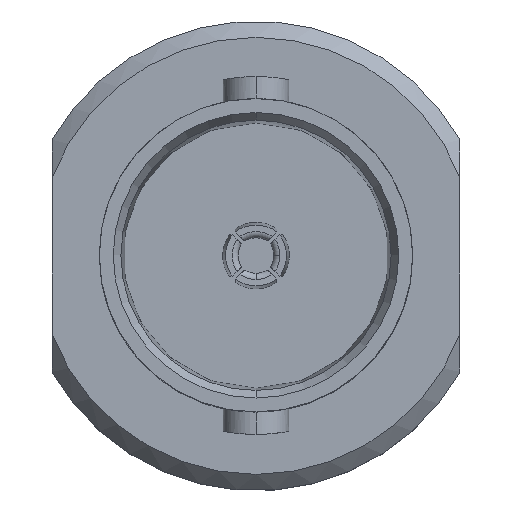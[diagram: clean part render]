
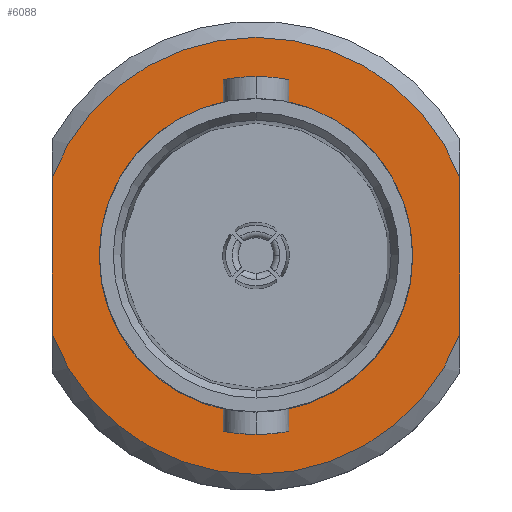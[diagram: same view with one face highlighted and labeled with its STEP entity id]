
A CAD part, top view. The second image highlights one B-rep face of the part: STEP entity #6088.
In plain terms, the highlighted planar face has unit normal (0, 0, 1).
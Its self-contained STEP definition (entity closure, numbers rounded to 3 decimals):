
#14 = CARTESIAN_POINT ( 'NONE',  ( 6.3, 3.588, -11.3 ) ) ;
#156 = DIRECTION ( 'NONE',  ( 1., 0., 0. ) ) ;
#361 = CARTESIAN_POINT ( 'NONE',  ( -4.84, 0., -11.3 ) ) ;
#466 = CARTESIAN_POINT ( 'NONE',  ( 0., 0., -11.3 ) ) ;
#613 = CARTESIAN_POINT ( 'NONE',  ( 0., 0., -11.3 ) ) ;
#629 = CARTESIAN_POINT ( 'NONE',  ( 0., 0., -11.3 ) ) ;
#654 = DIRECTION ( 'NONE',  ( 1., 0., 0. ) ) ;
#712 = CIRCLE ( 'NONE', #5553, 6.75 ) ;
#1034 = EDGE_CURVE ( 'NONE', #5612, #3182, #1811, .T. ) ;
#1051 = DIRECTION ( 'NONE',  ( 0., 1., 0. ) ) ;
#1102 = ORIENTED_EDGE ( 'NONE', *, *, #1367, .T. ) ;
#1269 = EDGE_LOOP ( 'NONE', ( #2789, #5775 ) ) ;
#1279 = DIRECTION ( 'NONE',  ( 0., 0., -1. ) ) ;
#1367 = EDGE_CURVE ( 'NONE', #5237, #5020, #712, .T. ) ;
#1674 = AXIS2_PLACEMENT_3D ( 'NONE', #466, #3904, #5833 ) ;
#1688 = DIRECTION ( 'NONE',  ( 0., 0., 1. ) ) ;
#1811 = CIRCLE ( 'NONE', #2284, 6.75 ) ;
#1948 = VERTEX_POINT ( 'NONE', #361 ) ;
#2252 = AXIS2_PLACEMENT_3D ( 'NONE', #6197, #1279, #2335 ) ;
#2284 = AXIS2_PLACEMENT_3D ( 'NONE', #629, #4602, #156 ) ;
#2335 = DIRECTION ( 'NONE',  ( -1., 0., 0. ) ) ;
#2702 = EDGE_CURVE ( 'NONE', #5020, #5612, #4557, .T. ) ;
#2789 = ORIENTED_EDGE ( 'NONE', *, *, #6253, .F. ) ;
#2804 = VERTEX_POINT ( 'NONE', #5591 ) ;
#2808 = CARTESIAN_POINT ( 'NONE',  ( -6.3, -2.423, -11.3 ) ) ;
#2834 = FACE_BOUND ( 'NONE', #1269, .T. ) ;
#2894 = VECTOR ( 'NONE', #1051, 1000. ) ;
#2996 = CARTESIAN_POINT ( 'NONE',  ( -6.3, 3.588, -11.3 ) ) ;
#3182 = VERTEX_POINT ( 'NONE', #4363 ) ;
#3197 = DIRECTION ( 'NONE',  ( 1., 0., 0. ) ) ;
#3320 = EDGE_CURVE ( 'NONE', #5237, #3182, #6260, .T. ) ;
#3519 = DIRECTION ( 'NONE',  ( 0., 1., 0. ) ) ;
#3662 = ORIENTED_EDGE ( 'NONE', *, *, #2702, .T. ) ;
#3904 = DIRECTION ( 'NONE',  ( 0., 0., 1. ) ) ;
#4170 = ORIENTED_EDGE ( 'NONE', *, *, #3320, .F. ) ;
#4363 = CARTESIAN_POINT ( 'NONE',  ( -6.3, 2.423, -11.3 ) ) ;
#4407 = ORIENTED_EDGE ( 'NONE', *, *, #1034, .T. ) ;
#4493 = CARTESIAN_POINT ( 'NONE',  ( 6.3, 2.423, -11.3 ) ) ;
#4515 = DIRECTION ( 'NONE',  ( 0., 0., 1. ) ) ;
#4557 = LINE ( 'NONE', #14, #4839 ) ;
#4602 = DIRECTION ( 'NONE',  ( 0., 0., 1. ) ) ;
#4655 = CARTESIAN_POINT ( 'NONE',  ( 6.3, -2.423, -11.3 ) ) ;
#4696 = EDGE_LOOP ( 'NONE', ( #3662, #4407, #4170, #1102 ) ) ;
#4709 = EDGE_CURVE ( 'NONE', #1948, #2804, #5813, .T. ) ;
#4839 = VECTOR ( 'NONE', #3519, 1000. ) ;
#4881 = CIRCLE ( 'NONE', #1674, 4.84 ) ;
#5020 = VERTEX_POINT ( 'NONE', #4655 ) ;
#5237 = VERTEX_POINT ( 'NONE', #2808 ) ;
#5553 = AXIS2_PLACEMENT_3D ( 'NONE', #6137, #1688, #3197 ) ;
#5591 = CARTESIAN_POINT ( 'NONE',  ( 4.84, 0., -11.3 ) ) ;
#5612 = VERTEX_POINT ( 'NONE', #4493 ) ;
#5614 = AXIS2_PLACEMENT_3D ( 'NONE', #613, #4515, #654 ) ;
#5775 = ORIENTED_EDGE ( 'NONE', *, *, #4709, .F. ) ;
#5813 = CIRCLE ( 'NONE', #5614, 4.84 ) ;
#5833 = DIRECTION ( 'NONE',  ( 1., 0., 0. ) ) ;
#6088 = ADVANCED_FACE ( 'NONE', ( #2834, #6123 ), #6214, .F. ) ;
#6123 = FACE_OUTER_BOUND ( 'NONE', #4696, .T. ) ;
#6137 = CARTESIAN_POINT ( 'NONE',  ( 0., 0., -11.3 ) ) ;
#6197 = CARTESIAN_POINT ( 'NONE',  ( 0., 4.84, -11.3 ) ) ;
#6214 = PLANE ( 'NONE',  #2252 ) ;
#6253 = EDGE_CURVE ( 'NONE', #2804, #1948, #4881, .T. ) ;
#6260 = LINE ( 'NONE', #2996, #2894 ) ;
